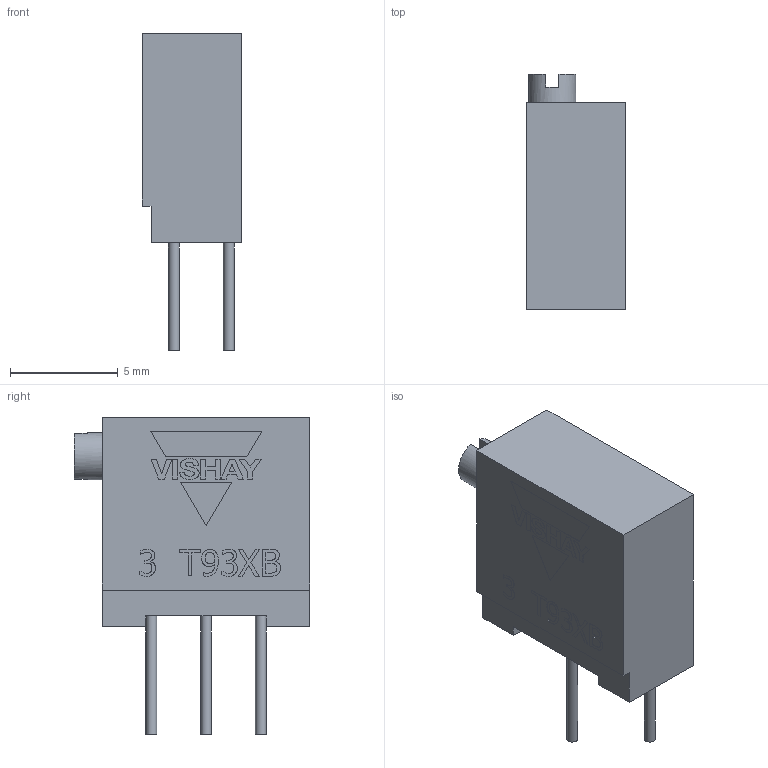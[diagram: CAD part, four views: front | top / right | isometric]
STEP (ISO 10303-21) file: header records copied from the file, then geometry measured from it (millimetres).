
FILE_DESCRIPTION(/* description */ ('Unknown'),/* implementation_level */ '2;1');
FILE_NAME(/* name */ 'T93XB',/* time_stamp */ '2018-01-18T10:52:17+01:00',/* author */ ('Unknown'),/* organization */ ('Unknown'),/* preprocessor_version */ 'ST-DEVELOPER v16.7',/* originating_system */ 'DEX',/* authorisation */ $);
FILE_SCHEMA (('AUTOMOTIVE_DESIGN {1 0 10303 214 3 1 1}'));
Length unit declared in the file: millimetre
Products named in the file (1): Gabarit - T93
Bounding box: 4.6 x 10.9 x 14.7 mm (x, y, z)
Volume: 417.3 mm3; surface area: 398.7 mm2
Topology: 1 solids, 1 shells, 160 faces, 408 edges, 272 vertices
Faces by surface type: plane 130, bspline 26, cylinder 4
Full cylindrical faces by diameter (mm): 0.5 x3, 2.2 x1
Entity records: 6852 total; most frequent: CARTESIAN_POINT 2377, ORIENTED_EDGE 806, DIRECTION 448, EDGE_CURVE 403, VERTEX_POINT 271, B_SPLINE_CURVE_WITH_KNOTS 236, EDGE_LOOP 186, FACE_BOUND 186
